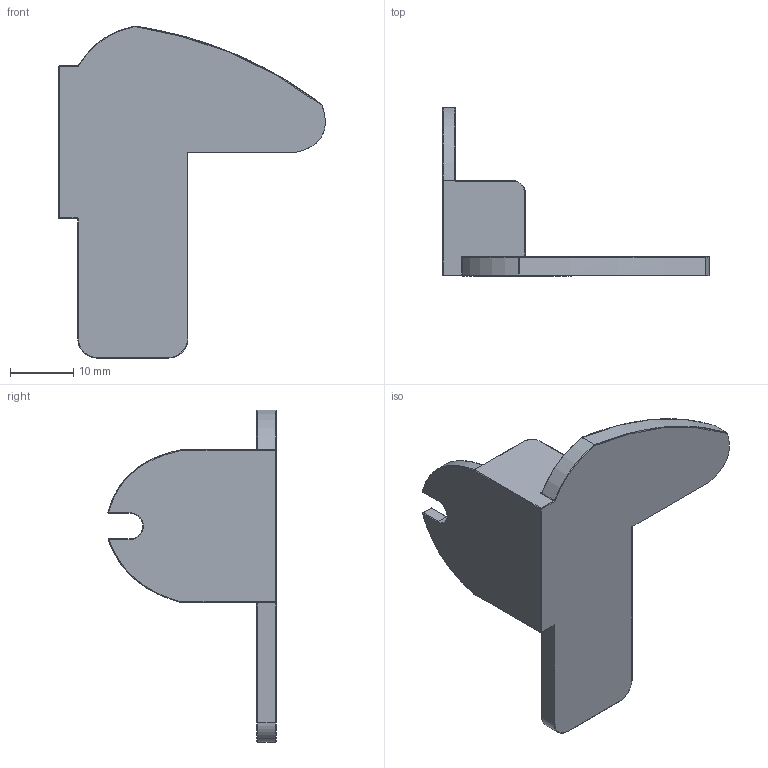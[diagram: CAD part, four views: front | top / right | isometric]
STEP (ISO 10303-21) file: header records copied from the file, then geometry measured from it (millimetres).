
FILE_DESCRIPTION (( 'STEP AP203' ), '1' );
FILE_NAME ('Front Gate Screw Support.STEP', '2021-04-03T22:18:16', ( '' ), ( '' ), 'SwSTEP 2.0', 'SolidWorks 2020', '' );
FILE_SCHEMA (( 'CONFIG_CONTROL_DESIGN' ));
Length unit declared in the file: millimetre
Products named in the file (1): Front Gate Screw Support
Bounding box: 41.97 x 26.47 x 52.3 mm (x, y, z)
Volume: 7799.7 mm3; surface area: 4238 mm2
Topology: 1 solids, 1 shells, 92 faces, 216 edges, 117 vertices
Faces by surface type: cylinder 38, torus 17, plane 14, bspline 12, sphere 11
Entity records: 3127 total; most frequent: CARTESIAN_POINT 1057, DIRECTION 442, ORIENTED_EDGE 408, EDGE_CURVE 204, AXIS2_PLACEMENT_3D 183, VERTEX_POINT 114, CIRCLE 102, EDGE_LOOP 92
